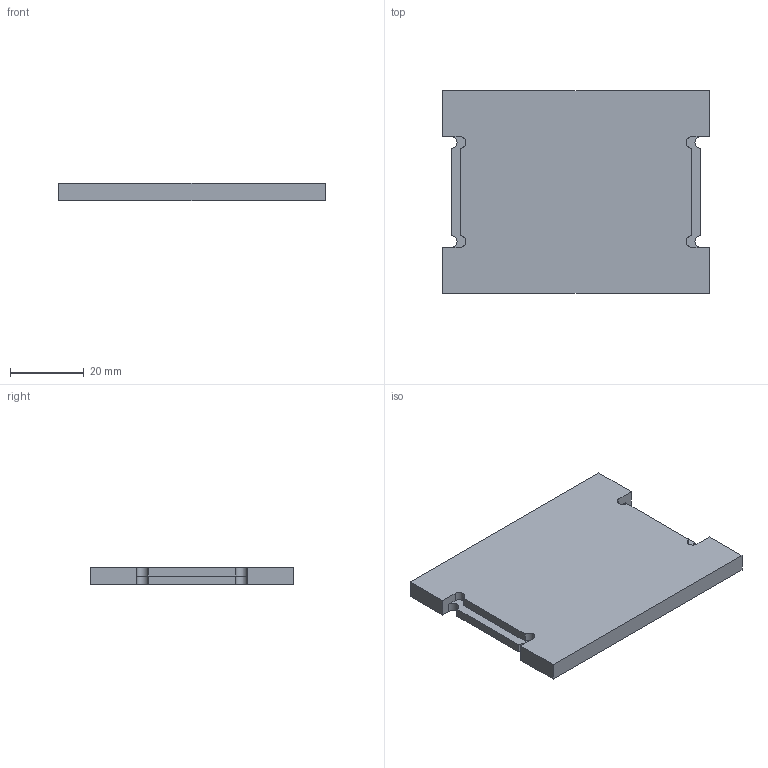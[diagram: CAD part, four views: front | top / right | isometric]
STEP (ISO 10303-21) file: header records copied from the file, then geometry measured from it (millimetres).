
FILE_DESCRIPTION(/* description */ ('Unknown'),/* implementation_level */ '2;1');
FILE_NAME(/* name */ 'back_front_linear_tapp',/* time_stamp */ '2019-08-13T15:17:22+03:00',/* author */ ('Unknown'),/* organization */ ('Unknown'),/* preprocessor_version */ 'ST-DEVELOPER v16.7',/* originating_system */ 'DEX',/* authorisation */ $);
FILE_SCHEMA (('AUTOMOTIVE_DESIGN {1 0 10303 214 3 1 1}'));
Length unit declared in the file: millimetre
Products named in the file (1): back_front_linear_tapp
Bounding box: 72.5 x 55 x 4.8 mm (x, y, z)
Volume: 18030.7 mm3; surface area: 8983.9 mm2
Topology: 1 solids, 1 shells, 26 faces, 72 edges, 48 vertices
Faces by surface type: plane 18, cylinder 8
Entity records: 864 total; most frequent: CARTESIAN_POINT 147, ORIENTED_EDGE 144, DIRECTION 142, EDGE_CURVE 72, LINE 56, VECTOR 56, VERTEX_POINT 48, AXIS2_PLACEMENT_3D 43
